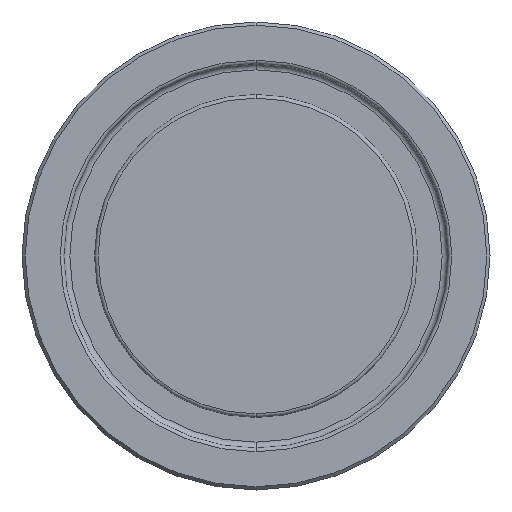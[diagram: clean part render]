
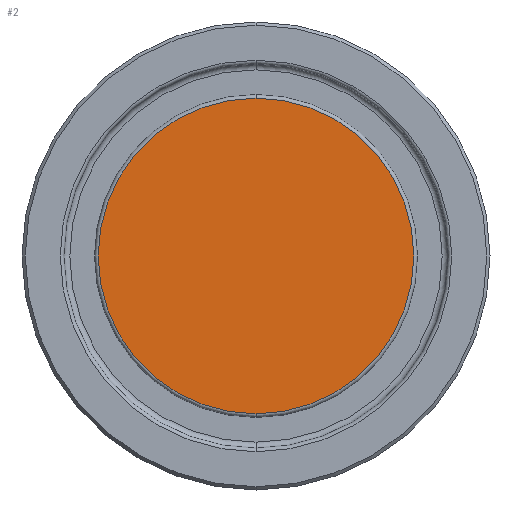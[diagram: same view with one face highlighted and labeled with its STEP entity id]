
A CAD part, front view. The second image highlights one B-rep face of the part: STEP entity #2.
In plain terms, the highlighted planar face has unit normal (0, -1, 0).
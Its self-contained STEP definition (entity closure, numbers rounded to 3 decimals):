
#2 = ADVANCED_FACE ( 'NONE', ( #611 ), #663, .F. ) ;
#22 = ORIENTED_EDGE ( 'NONE', *, *, #686, .T. ) ;
#57 = DIRECTION ( 'NONE',  ( 0., -1., 0. ) ) ;
#62 = AXIS2_PLACEMENT_3D ( 'NONE', #668, #138, #731 ) ;
#138 = DIRECTION ( 'NONE',  ( 0., -1., 0. ) ) ;
#160 = VERTEX_POINT ( 'NONE', #507 ) ;
#212 = VERTEX_POINT ( 'NONE', #598 ) ;
#216 = DIRECTION ( 'NONE',  ( 0., 0., 1. ) ) ;
#251 = AXIS2_PLACEMENT_3D ( 'NONE', #593, #57, #675 ) ;
#307 = ORIENTED_EDGE ( 'NONE', *, *, #719, .T. ) ;
#396 = CIRCLE ( 'NONE', #62, 13.142 ) ;
#507 = CARTESIAN_POINT ( 'NONE',  ( 0., 0.3, 13.142 ) ) ;
#575 = CARTESIAN_POINT ( 'NONE',  ( 0., 0.3, -13.5 ) ) ;
#593 = CARTESIAN_POINT ( 'NONE',  ( 0., 0.3, 0. ) ) ;
#598 = CARTESIAN_POINT ( 'NONE',  ( 0., 0.3, -13.142 ) ) ;
#611 = FACE_OUTER_BOUND ( 'NONE', #634, .T. ) ;
#634 = EDGE_LOOP ( 'NONE', ( #22, #307 ) ) ;
#660 = DIRECTION ( 'NONE',  ( 0., 1., 0. ) ) ;
#661 = CIRCLE ( 'NONE', #251, 13.142 ) ;
#663 = PLANE ( 'NONE',  #928 ) ;
#668 = CARTESIAN_POINT ( 'NONE',  ( 0., 0.3, 0. ) ) ;
#675 = DIRECTION ( 'NONE',  ( 0., 0., 1. ) ) ;
#686 = EDGE_CURVE ( 'NONE', #160, #212, #396, .T. ) ;
#719 = EDGE_CURVE ( 'NONE', #212, #160, #661, .T. ) ;
#731 = DIRECTION ( 'NONE',  ( 0., 0., 1. ) ) ;
#928 = AXIS2_PLACEMENT_3D ( 'NONE', #575, #660, #216 ) ;
